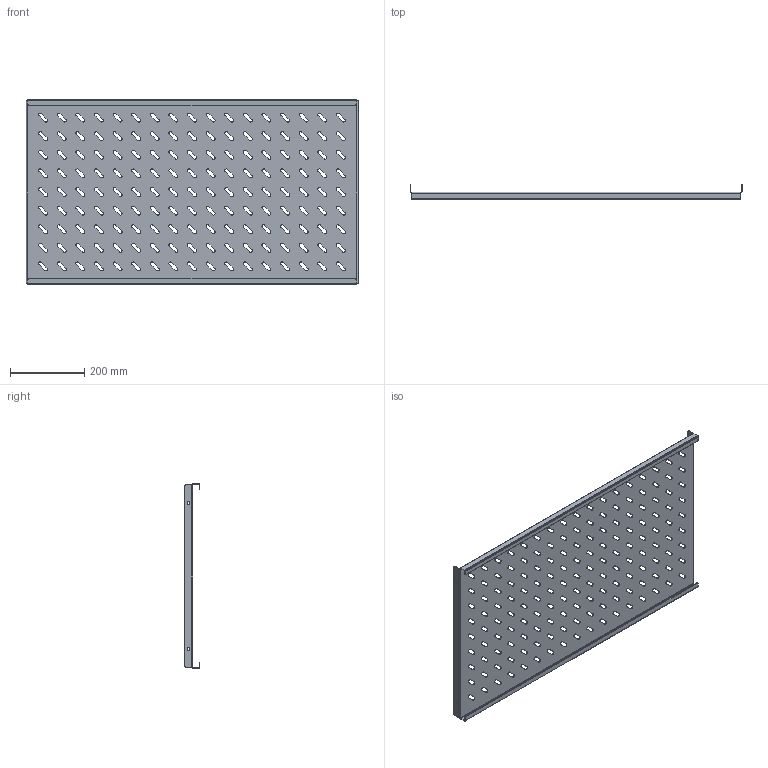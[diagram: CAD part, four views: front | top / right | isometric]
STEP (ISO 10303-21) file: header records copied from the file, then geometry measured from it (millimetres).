
FILE_DESCRIPTION (( 'STEP AP214' ), '1' );
FILE_NAME ('945.207.STEP', '2024-09-23T06:48:23', ( '' ), ( '' ), 'SwSTEP 2.0', 'SolidWorks 2021', '' );
FILE_SCHEMA (( 'AUTOMOTIVE_DESIGN' ));
Length unit declared in the file: millimetre
Products named in the file (1): 945.207
Bounding box: 892 x 41 x 497 mm (x, y, z)
Volume: 718102.9 mm3; surface area: 978284.5 mm2
Topology: 1 solids, 1 shells, 833 faces, 2465 edges, 1634 vertices
Faces by surface type: cylinder 487, plane 346
Entity records: 28831 total; most frequent: DIRECTION 5107, CARTESIAN_POINT 4933, ORIENTED_EDGE 4930, EDGE_CURVE 2465, AXIS2_PLACEMENT_3D 1808, VERTEX_POINT 1634, LINE 1491, VECTOR 1491
